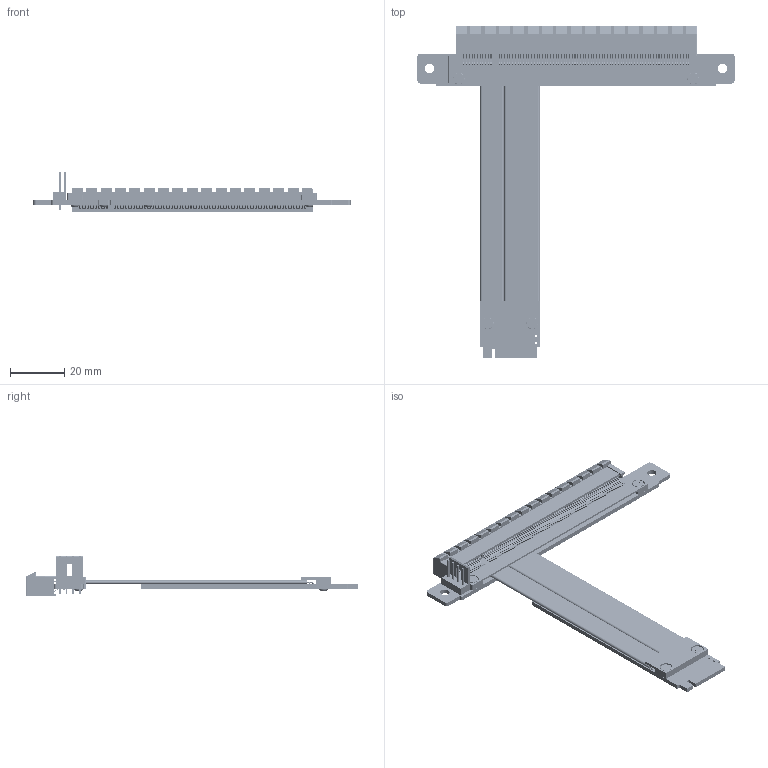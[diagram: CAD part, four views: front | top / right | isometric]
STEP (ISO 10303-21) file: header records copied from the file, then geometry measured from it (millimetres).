
FILE_DESCRIPTION(('Open CASCADE Model'),'2;1');
FILE_NAME('Open CASCADE Shape Model','2020-03-19T18:52:43',('Author'),( 'Open CASCADE'),'Open CASCADE STEP processor 6.8','Open CASCADE 6.8' ,'Unknown');
FILE_SCHEMA(('AUTOMOTIVE_DESIGN { 1 0 10303 214 1 1 1 1 }'));
Length unit declared in the file: millimetre
Products named in the file (81): PCB; Board; Open CASCADE STEP translator 6.8 20.1.1; Free-Models; 4P_power_c-171825-4-y-3d_RGB12967653; Hexagon_nut_ISO_4032_(DIN_934)_-_M2_RGB9411503; G0033_RGB9411503; RP33S-PAD; tape-3P_RGB0; PCIe_x16_夹板不带扣Lotes_AAA-PCI-014-K20_3D_雜項客戶_16.7.28_
RGB4404530; 164PIN主體; 158; cable20-83; cable13pin-83n-20161231; RP44S-PAD
Assembly tree (249 placements, depth 4):
  PCB
    Board
      Open CASCADE STEP translator 6.8 20.1.1
    Free-Models
      4P_power_c-171825-4-y-3d_RGB12967653
      Hexagon_nut_ISO_4032_(DIN_934)_-_M2_RGB9411503  x4
      G0033_RGB9411503  x4
      RP33S-PAD
      tape-3P_RGB0
      PCIe_x16_夹板不带扣Lotes_AAA-PCI-014-K20_3D_雜項客戶_16.7.28_
RGB4404530
        164PIN主體
        158  x164
      cable20-83
      cable20-83
      cable20-83
      cable20-83
      cable20-83
      cable20-83
      cable20-83
      cable20-83
      cable20-83
      cable20-83
      cable20-83
      cable20-83
      cable20-83
      cable20-83
      cable20-83
      cable20-83
      cable20-83
      cable20-83
      cable20-83
      cable20-83
      cable20-83
      cable20-83
      cable20-83
      cable20-83
      cable20-83
      cable20-83
      cable20-83
      cable20-83
      cable20-83
      cable20-83
      cable20-83
      cable20-83
      cable20-83
      cable20-83
      cable20-83
      cable20-83
      cable20-83
      cable20-83
      cable20-83
      cable20-83
      cable20-83
      cable13pin-83n-20161231
      cable13pin-83n-20161231
      cable13pin-83n-20161231
      cable13pin-83n-20161231
      cable13pin-83n-20161231
      cable13pin-83n-20161231
      cable13pin-83n-20161231
Bounding box: 117.08 x 122.53 x 14.97 mm (x, y, z)
Volume: 13773.4 mm3; surface area: 27580.4 mm2
Topology: 247 solids, 247 shells, 15003 faces, 42890 edges, 28408 vertices
Faces by surface type: plane 8893, cylinder 5988, torus 66, cone 48, revolution 8
Full cylindrical faces by diameter (mm): 0.4 x165, 0.6 x153, 0.9 x2, 1.2 x4, 2.2 x10, 3.3 x3, 3.5 x2, 4.8 x4
Entity records: 38694 total; most frequent: CARTESIAN_POINT 5912, DIRECTION 5346, ORIENTED_EDGE 4610, EDGE_CURVE 2305, AXIS2_PLACEMENT_3D 2099, VERTEX_POINT 1472, FACE_BOUND 1455, EDGE_LOOP 1455
